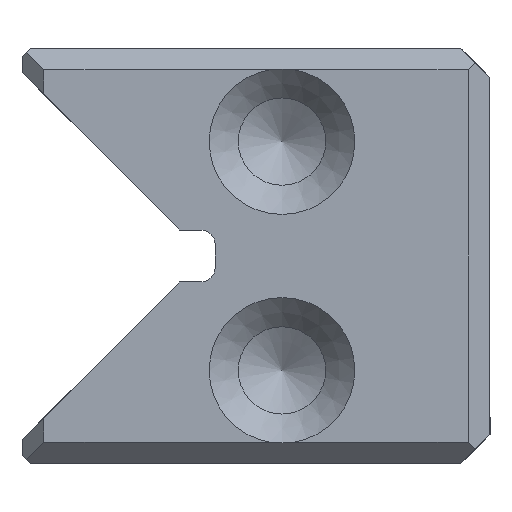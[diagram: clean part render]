
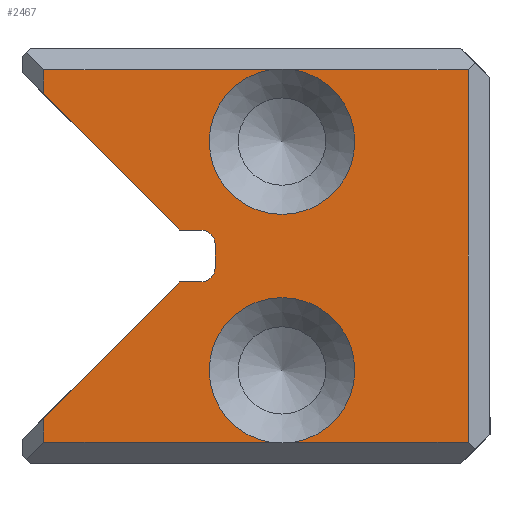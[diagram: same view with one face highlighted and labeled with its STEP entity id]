
A CAD part, left-side view. The second image highlights one B-rep face of the part: STEP entity #2467.
In plain terms, the highlighted planar face has unit normal (-1, 0, 0).
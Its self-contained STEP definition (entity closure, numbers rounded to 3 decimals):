
#2158=FACE_OUTER_BOUND('',#3553,.T.);
#2467=ADVANCED_FACE('',(#2158),#2846,.T.);
#2846=PLANE('',#8866);
#3090=CIRCLE('',#8862,3.5);
#3091=CIRCLE('',#8863,3.5);
#3092=CIRCLE('',#8864,0.7);
#3093=CIRCLE('',#8865,0.7);
#3553=EDGE_LOOP('',(#4257,#4258,#4259,#4260,#4261,#4262,#4263,#4264,#4265,
#4266,#4267,#4268,#4269,#4270,#4271,#4272));
#4257=ORIENTED_EDGE('',*,*,#6803,.F.);
#4258=ORIENTED_EDGE('',*,*,#6804,.T.);
#4259=ORIENTED_EDGE('',*,*,#6805,.T.);
#4260=ORIENTED_EDGE('',*,*,#6806,.T.);
#4261=ORIENTED_EDGE('',*,*,#6807,.T.);
#4262=ORIENTED_EDGE('',*,*,#6808,.T.);
#4263=ORIENTED_EDGE('',*,*,#6809,.T.);
#4264=ORIENTED_EDGE('',*,*,#6810,.T.);
#4265=ORIENTED_EDGE('',*,*,#6811,.T.);
#4266=ORIENTED_EDGE('',*,*,#6812,.T.);
#4267=ORIENTED_EDGE('',*,*,#6813,.T.);
#4268=ORIENTED_EDGE('',*,*,#6814,.T.);
#4269=ORIENTED_EDGE('',*,*,#6815,.F.);
#4270=ORIENTED_EDGE('',*,*,#6816,.F.);
#4271=ORIENTED_EDGE('',*,*,#6817,.T.);
#4272=ORIENTED_EDGE('',*,*,#6818,.T.);
#6149=VERTEX_POINT('',#11365);
#6150=VERTEX_POINT('',#11366);
#6151=VERTEX_POINT('',#11368);
#6152=VERTEX_POINT('',#11370);
#6153=VERTEX_POINT('',#11372);
#6154=VERTEX_POINT('',#11374);
#6155=VERTEX_POINT('',#11376);
#6156=VERTEX_POINT('',#11378);
#6157=VERTEX_POINT('',#11380);
#6158=VERTEX_POINT('',#11382);
#6159=VERTEX_POINT('',#11384);
#6160=VERTEX_POINT('',#11386);
#6161=VERTEX_POINT('',#11388);
#6162=VERTEX_POINT('',#11390);
#6163=VERTEX_POINT('',#11392);
#6164=VERTEX_POINT('',#11394);
#6803=EDGE_CURVE('',#6149,#6150,#3090,.T.);
#6804=EDGE_CURVE('',#6149,#6151,#7663,.T.);
#6805=EDGE_CURVE('',#6151,#6152,#7664,.T.);
#6806=EDGE_CURVE('',#6152,#6153,#7665,.T.);
#6807=EDGE_CURVE('',#6153,#6154,#3091,.T.);
#6808=EDGE_CURVE('',#6154,#6155,#7666,.T.);
#6809=EDGE_CURVE('',#6155,#6156,#7667,.T.);
#6810=EDGE_CURVE('',#6156,#6157,#7668,.T.);
#6811=EDGE_CURVE('',#6157,#6158,#7669,.T.);
#6812=EDGE_CURVE('',#6158,#6159,#3092,.T.);
#6813=EDGE_CURVE('',#6159,#6160,#7670,.T.);
#6814=EDGE_CURVE('',#6160,#6161,#3093,.T.);
#6815=EDGE_CURVE('',#6162,#6161,#7671,.T.);
#6816=EDGE_CURVE('',#6163,#6162,#7672,.T.);
#6817=EDGE_CURVE('',#6163,#6164,#7673,.T.);
#6818=EDGE_CURVE('',#6164,#6150,#7674,.T.);
#7663=LINE('',#11367,#8339);
#7664=LINE('',#11369,#8340);
#7665=LINE('',#11371,#8341);
#7666=LINE('',#11375,#8342);
#7667=LINE('',#11377,#8343);
#7668=LINE('',#11379,#8344);
#7669=LINE('',#11381,#8345);
#7670=LINE('',#11385,#8346);
#7671=LINE('',#11389,#8347);
#7672=LINE('',#11391,#8348);
#7673=LINE('',#11393,#8349);
#7674=LINE('',#11395,#8350);
#8339=VECTOR('',#9407,1.);
#8340=VECTOR('',#9408,1.);
#8341=VECTOR('',#9409,1.);
#8342=VECTOR('',#9412,1.);
#8343=VECTOR('',#9413,1.);
#8344=VECTOR('',#9414,1.);
#8345=VECTOR('',#9415,1.);
#8346=VECTOR('',#9418,1.);
#8347=VECTOR('',#9421,1.);
#8348=VECTOR('',#9422,1.);
#8349=VECTOR('',#9423,1.);
#8350=VECTOR('',#9424,1.);
#8862=AXIS2_PLACEMENT_3D('',#11364,#9405,#9406);
#8863=AXIS2_PLACEMENT_3D('',#11373,#9410,#9411);
#8864=AXIS2_PLACEMENT_3D('',#11383,#9416,#9417);
#8865=AXIS2_PLACEMENT_3D('',#11387,#9419,#9420);
#8866=AXIS2_PLACEMENT_3D('',#11396,#9425,#9426);
#9405=DIRECTION('',(-1.,0.,0.));
#9406=DIRECTION('',(0.,0.,1.));
#9407=DIRECTION('',(0.,-1.,0.));
#9408=DIRECTION('',(0.,0.,1.));
#9409=DIRECTION('',(0.,1.,0.));
#9410=DIRECTION('',(1.,0.,0.));
#9411=DIRECTION('',(0.,0.,-1.));
#9412=DIRECTION('',(0.,1.,0.));
#9413=DIRECTION('',(0.,0.,-1.));
#9414=DIRECTION('',(0.,-0.707,-0.707));
#9415=DIRECTION('',(0.,-1.,0.));
#9416=DIRECTION('',(1.,0.,0.));
#9417=DIRECTION('',(0.,0.,1.));
#9418=DIRECTION('',(0.,0.,-1.));
#9419=DIRECTION('',(1.,0.,0.));
#9420=DIRECTION('',(0.,0.,1.));
#9421=DIRECTION('',(0.,-1.,0.));
#9422=DIRECTION('',(0.,-0.707,0.707));
#9423=DIRECTION('',(0.,0.,-1.));
#9424=DIRECTION('',(0.,-1.,0.));
#9425=DIRECTION('',(-1.,0.,0.));
#9426=DIRECTION('',(0.,0.,-1.));
#11364=CARTESIAN_POINT('',(0.,10.,4.5));
#11365=CARTESIAN_POINT('',(0.,9.411,1.05));
#11366=CARTESIAN_POINT('',(0.,10.589,1.05));
#11367=CARTESIAN_POINT('',(0.,11.25,1.05));
#11368=CARTESIAN_POINT('',(0.,1.05,1.05));
#11369=CARTESIAN_POINT('',(0.,1.05,0.));
#11370=CARTESIAN_POINT('',(0.,1.05,18.95));
#11371=CARTESIAN_POINT('',(0.,11.25,18.95));
#11372=CARTESIAN_POINT('',(0.,9.411,18.95));
#11373=CARTESIAN_POINT('',(0.,10.,15.5));
#11374=CARTESIAN_POINT('',(0.,10.589,18.95));
#11375=CARTESIAN_POINT('',(0.,11.25,18.95));
#11376=CARTESIAN_POINT('',(0.,21.45,18.95));
#11377=CARTESIAN_POINT('',(0.,21.45,0.));
#11378=CARTESIAN_POINT('',(0.,21.45,17.778));
#11379=CARTESIAN_POINT('',(0.,22.5,18.828));
#11380=CARTESIAN_POINT('',(0.,14.922,11.25));
#11381=CARTESIAN_POINT('',(0.,13.2,11.25));
#11382=CARTESIAN_POINT('',(0.,13.9,11.25));
#11383=CARTESIAN_POINT('',(0.,13.9,10.55));
#11384=CARTESIAN_POINT('',(0.,13.2,10.55));
#11385=CARTESIAN_POINT('',(0.,13.2,11.25));
#11386=CARTESIAN_POINT('',(0.,13.2,9.45));
#11387=CARTESIAN_POINT('',(0.,13.9,9.45));
#11388=CARTESIAN_POINT('',(0.,13.9,8.75));
#11389=CARTESIAN_POINT('',(0.,13.2,8.75));
#11390=CARTESIAN_POINT('',(0.,14.922,8.75));
#11391=CARTESIAN_POINT('',(0.,22.5,1.172));
#11392=CARTESIAN_POINT('',(0.,21.45,2.222));
#11393=CARTESIAN_POINT('',(0.,21.45,0.));
#11394=CARTESIAN_POINT('',(0.,21.45,1.05));
#11395=CARTESIAN_POINT('',(0.,11.25,1.05));
#11396=CARTESIAN_POINT('',(0.,11.25,0.));
